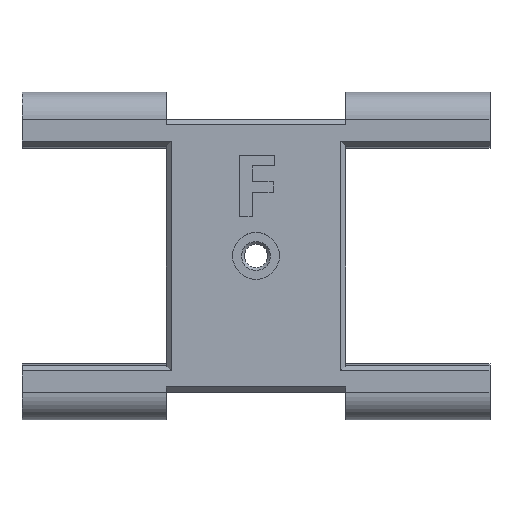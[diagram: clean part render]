
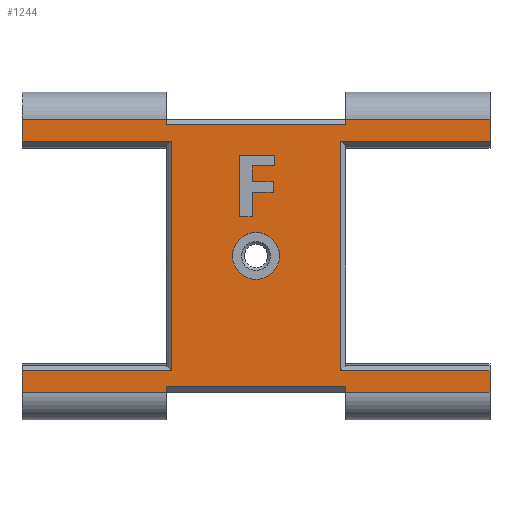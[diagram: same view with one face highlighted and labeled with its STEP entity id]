
A CAD part, top view. The second image highlights one B-rep face of the part: STEP entity #1244.
In plain terms, the highlighted planar face has unit normal (0, 0, 1).
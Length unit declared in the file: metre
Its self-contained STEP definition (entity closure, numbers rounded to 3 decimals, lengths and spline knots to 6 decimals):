
#43=LINE('',#1814,#177);
#44=LINE('',#1817,#178);
#45=LINE('',#1819,#179);
#46=LINE('',#1821,#180);
#47=LINE('',#1823,#181);
#48=LINE('',#1825,#182);
#49=LINE('',#1827,#183);
#50=LINE('',#1829,#184);
#51=LINE('',#1831,#185);
#52=LINE('',#1833,#186);
#53=LINE('',#1835,#187);
#54=LINE('',#1837,#188);
#55=LINE('',#1839,#189);
#56=LINE('',#1841,#190);
#57=LINE('',#1843,#191);
#58=LINE('',#1845,#192);
#59=LINE('',#1847,#193);
#60=LINE('',#1849,#194);
#61=LINE('',#1851,#195);
#62=LINE('',#1853,#196);
#63=LINE('',#1854,#197);
#64=LINE('',#1857,#198);
#65=LINE('',#1859,#199);
#66=LINE('',#1861,#200);
#67=LINE('',#1863,#201);
#68=LINE('',#1865,#202);
#69=LINE('',#1867,#203);
#70=LINE('',#1869,#204);
#71=LINE('',#1871,#205);
#72=LINE('',#1873,#206);
#177=VECTOR('',#1452,1.);
#178=VECTOR('',#1453,1.);
#179=VECTOR('',#1454,1.);
#180=VECTOR('',#1455,1.);
#181=VECTOR('',#1456,1.);
#182=VECTOR('',#1457,1.);
#183=VECTOR('',#1458,1.);
#184=VECTOR('',#1459,1.);
#185=VECTOR('',#1460,1.);
#186=VECTOR('',#1461,1.);
#187=VECTOR('',#1462,1.);
#188=VECTOR('',#1463,1.);
#189=VECTOR('',#1464,1.);
#190=VECTOR('',#1465,1.);
#191=VECTOR('',#1466,1.);
#192=VECTOR('',#1467,1.);
#193=VECTOR('',#1468,1.);
#194=VECTOR('',#1469,1.);
#195=VECTOR('',#1470,1.);
#196=VECTOR('',#1471,1.);
#197=VECTOR('',#1472,1.);
#198=VECTOR('',#1473,1.);
#199=VECTOR('',#1474,1.);
#200=VECTOR('',#1475,1.);
#201=VECTOR('',#1476,1.);
#202=VECTOR('',#1477,1.);
#203=VECTOR('',#1478,1.);
#204=VECTOR('',#1479,1.);
#205=VECTOR('',#1480,1.);
#206=VECTOR('',#1481,1.);
#311=ORIENTED_EDGE('',*,*,#657,.F.);
#312=ORIENTED_EDGE('',*,*,#658,.T.);
#313=ORIENTED_EDGE('',*,*,#659,.T.);
#314=ORIENTED_EDGE('',*,*,#660,.T.);
#315=ORIENTED_EDGE('',*,*,#661,.F.);
#316=ORIENTED_EDGE('',*,*,#662,.T.);
#317=ORIENTED_EDGE('',*,*,#663,.T.);
#318=ORIENTED_EDGE('',*,*,#664,.T.);
#319=ORIENTED_EDGE('',*,*,#665,.F.);
#320=ORIENTED_EDGE('',*,*,#666,.F.);
#321=ORIENTED_EDGE('',*,*,#667,.T.);
#322=ORIENTED_EDGE('',*,*,#668,.T.);
#323=ORIENTED_EDGE('',*,*,#669,.T.);
#324=ORIENTED_EDGE('',*,*,#670,.F.);
#325=ORIENTED_EDGE('',*,*,#671,.T.);
#326=ORIENTED_EDGE('',*,*,#672,.T.);
#327=ORIENTED_EDGE('',*,*,#673,.T.);
#328=ORIENTED_EDGE('',*,*,#674,.T.);
#329=ORIENTED_EDGE('',*,*,#675,.T.);
#330=ORIENTED_EDGE('',*,*,#676,.T.);
#331=ORIENTED_EDGE('',*,*,#677,.T.);
#332=ORIENTED_EDGE('',*,*,#678,.T.);
#333=ORIENTED_EDGE('',*,*,#679,.T.);
#334=ORIENTED_EDGE('',*,*,#680,.T.);
#335=ORIENTED_EDGE('',*,*,#681,.T.);
#336=ORIENTED_EDGE('',*,*,#682,.T.);
#337=ORIENTED_EDGE('',*,*,#683,.T.);
#338=ORIENTED_EDGE('',*,*,#684,.T.);
#339=ORIENTED_EDGE('',*,*,#685,.T.);
#340=ORIENTED_EDGE('',*,*,#686,.T.);
#341=ORIENTED_EDGE('',*,*,#687,.T.);
#657=EDGE_CURVE('',#830,#830,#953,.T.);
#658=EDGE_CURVE('',#831,#832,#43,.T.);
#659=EDGE_CURVE('',#832,#833,#44,.T.);
#660=EDGE_CURVE('',#833,#834,#45,.T.);
#661=EDGE_CURVE('',#835,#834,#46,.T.);
#662=EDGE_CURVE('',#835,#836,#47,.T.);
#663=EDGE_CURVE('',#836,#837,#48,.T.);
#664=EDGE_CURVE('',#837,#838,#49,.T.);
#665=EDGE_CURVE('',#839,#838,#50,.T.);
#666=EDGE_CURVE('',#840,#839,#51,.T.);
#667=EDGE_CURVE('',#840,#841,#52,.T.);
#668=EDGE_CURVE('',#841,#842,#53,.T.);
#669=EDGE_CURVE('',#842,#843,#54,.T.);
#670=EDGE_CURVE('',#844,#843,#55,.T.);
#671=EDGE_CURVE('',#844,#845,#56,.T.);
#672=EDGE_CURVE('',#845,#846,#57,.T.);
#673=EDGE_CURVE('',#846,#847,#58,.T.);
#674=EDGE_CURVE('',#847,#848,#59,.T.);
#675=EDGE_CURVE('',#848,#849,#60,.T.);
#676=EDGE_CURVE('',#849,#850,#61,.T.);
#677=EDGE_CURVE('',#850,#831,#62,.T.);
#678=EDGE_CURVE('',#851,#852,#63,.T.);
#679=EDGE_CURVE('',#852,#853,#64,.T.);
#680=EDGE_CURVE('',#853,#854,#65,.T.);
#681=EDGE_CURVE('',#854,#855,#66,.T.);
#682=EDGE_CURVE('',#855,#856,#67,.T.);
#683=EDGE_CURVE('',#856,#857,#68,.T.);
#684=EDGE_CURVE('',#857,#858,#69,.T.);
#685=EDGE_CURVE('',#858,#859,#70,.T.);
#686=EDGE_CURVE('',#859,#860,#71,.T.);
#687=EDGE_CURVE('',#860,#851,#72,.T.);
#830=VERTEX_POINT('',#1813);
#831=VERTEX_POINT('',#1815);
#832=VERTEX_POINT('',#1816);
#833=VERTEX_POINT('',#1818);
#834=VERTEX_POINT('',#1820);
#835=VERTEX_POINT('',#1822);
#836=VERTEX_POINT('',#1824);
#837=VERTEX_POINT('',#1826);
#838=VERTEX_POINT('',#1828);
#839=VERTEX_POINT('',#1830);
#840=VERTEX_POINT('',#1832);
#841=VERTEX_POINT('',#1834);
#842=VERTEX_POINT('',#1836);
#843=VERTEX_POINT('',#1838);
#844=VERTEX_POINT('',#1840);
#845=VERTEX_POINT('',#1842);
#846=VERTEX_POINT('',#1844);
#847=VERTEX_POINT('',#1846);
#848=VERTEX_POINT('',#1848);
#849=VERTEX_POINT('',#1850);
#850=VERTEX_POINT('',#1852);
#851=VERTEX_POINT('',#1855);
#852=VERTEX_POINT('',#1856);
#853=VERTEX_POINT('',#1858);
#854=VERTEX_POINT('',#1860);
#855=VERTEX_POINT('',#1862);
#856=VERTEX_POINT('',#1864);
#857=VERTEX_POINT('',#1866);
#858=VERTEX_POINT('',#1868);
#859=VERTEX_POINT('',#1870);
#860=VERTEX_POINT('',#1872);
#953=CIRCLE('',#1333,0.003);
#992=EDGE_LOOP('',(#311));
#993=EDGE_LOOP('',(#312,#313,#314,#315,#316,#317,#318,#319,#320,#321,#322,
#323,#324,#325,#326,#327,#328,#329,#330,#331));
#994=EDGE_LOOP('',(#332,#333,#334,#335,#336,#337,#338,#339,#340,#341));
#1092=FACE_BOUND('',#992,.T.);
#1093=FACE_BOUND('',#993,.T.);
#1094=FACE_BOUND('',#994,.T.);
#1192=PLANE('',#1332);
#1244=ADVANCED_FACE('',(#1092,#1093,#1094),#1192,.T.);
#1332=AXIS2_PLACEMENT_3D('',#1811,#1448,#1449);
#1333=AXIS2_PLACEMENT_3D('',#1812,#1450,#1451);
#1448=DIRECTION('',(0.,0.,1.));
#1449=DIRECTION('',(1.,0.,0.));
#1450=DIRECTION('',(0.,0.,1.));
#1451=DIRECTION('',(1.,0.,0.));
#1452=DIRECTION('',(1.,0.,0.));
#1453=DIRECTION('',(0.,-1.,0.));
#1454=DIRECTION('',(1.,0.,0.));
#1455=DIRECTION('',(0.,-1.,0.));
#1456=DIRECTION('',(-1.,0.,0.));
#1457=DIRECTION('',(0.,1.,0.));
#1458=DIRECTION('',(1.,0.,0.));
#1459=DIRECTION('',(0.,-1.,0.));
#1460=DIRECTION('',(1.,0.,0.));
#1461=DIRECTION('',(0.,-1.,0.));
#1462=DIRECTION('',(-1.,0.,0.));
#1463=DIRECTION('',(0.,1.,0.));
#1464=DIRECTION('',(1.,0.,0.));
#1465=DIRECTION('',(0.,-1.,0.));
#1466=DIRECTION('',(1.,0.,0.));
#1467=DIRECTION('',(0.,-1.,0.));
#1468=DIRECTION('',(-1.,0.,0.));
#1469=DIRECTION('',(0.,-1.,0.));
#1470=DIRECTION('',(1.,0.,0.));
#1471=DIRECTION('',(0.,1.,0.));
#1472=DIRECTION('',(0.,-1.,0.));
#1473=DIRECTION('',(-1.,0.,0.));
#1474=DIRECTION('',(0.,1.,0.));
#1475=DIRECTION('',(1.,0.,0.));
#1476=DIRECTION('',(0.,-1.,0.));
#1477=DIRECTION('',(-1.,0.,0.));
#1478=DIRECTION('',(0.,-1.,0.));
#1479=DIRECTION('',(1.,0.,0.));
#1480=DIRECTION('',(0.,-1.,0.));
#1481=DIRECTION('',(-1.,0.,0.));
#1811=CARTESIAN_POINT('',(0.,0.,0.008));
#1812=CARTESIAN_POINT('',(0.,0.,0.008));
#1813=CARTESIAN_POINT('',(0.003,0.,0.008));
#1814=CARTESIAN_POINT('',(0.0115,-0.0168,0.008));
#1815=CARTESIAN_POINT('',(-0.0115,-0.0168,0.008));
#1816=CARTESIAN_POINT('',(0.0115,-0.0168,0.008));
#1817=CARTESIAN_POINT('',(0.0115,-0.01925,0.008));
#1818=CARTESIAN_POINT('',(0.0115,-0.0175,0.008));
#1819=CARTESIAN_POINT('',(0.,-0.0175,0.008));
#1820=CARTESIAN_POINT('',(0.03,-0.0175,0.008));
#1821=CARTESIAN_POINT('',(0.03,0.,0.008));
#1822=CARTESIAN_POINT('',(0.03,-0.014736,0.008));
#1823=CARTESIAN_POINT('',(0.0115,-0.014736,0.008));
#1824=CARTESIAN_POINT('',(0.0108,-0.014736,0.008));
#1825=CARTESIAN_POINT('',(0.0108,0.,0.008));
#1826=CARTESIAN_POINT('',(0.0108,0.014736,0.008));
#1827=CARTESIAN_POINT('',(0.,0.014736,0.008));
#1828=CARTESIAN_POINT('',(0.03,0.014736,0.008));
#1829=CARTESIAN_POINT('',(0.03,0.,0.008));
#1830=CARTESIAN_POINT('',(0.03,0.0175,0.008));
#1831=CARTESIAN_POINT('',(0.,0.0175,0.008));
#1832=CARTESIAN_POINT('',(0.0115,0.0175,0.008));
#1833=CARTESIAN_POINT('',(0.0115,0.,0.008));
#1834=CARTESIAN_POINT('',(0.0115,0.0168,0.008));
#1835=CARTESIAN_POINT('',(0.,0.0168,0.008));
#1836=CARTESIAN_POINT('',(-0.0115,0.0168,0.008));
#1837=CARTESIAN_POINT('',(-0.0115,0.01925,0.008));
#1838=CARTESIAN_POINT('',(-0.0115,0.0175,0.008));
#1839=CARTESIAN_POINT('',(0.,0.0175,0.008));
#1840=CARTESIAN_POINT('',(-0.03,0.0175,0.008));
#1841=CARTESIAN_POINT('',(-0.03,0.,0.008));
#1842=CARTESIAN_POINT('',(-0.03,0.014736,0.008));
#1843=CARTESIAN_POINT('',(-0.0115,0.014736,0.008));
#1844=CARTESIAN_POINT('',(-0.0108,0.014736,0.008));
#1845=CARTESIAN_POINT('',(-0.0108,0.,0.008));
#1846=CARTESIAN_POINT('',(-0.0108,-0.014736,0.008));
#1847=CARTESIAN_POINT('',(0.,-0.014736,0.008));
#1848=CARTESIAN_POINT('',(-0.03,-0.014736,0.008));
#1849=CARTESIAN_POINT('',(-0.03,0.,0.008));
#1850=CARTESIAN_POINT('',(-0.03,-0.0175,0.008));
#1851=CARTESIAN_POINT('',(0.,-0.0175,0.008));
#1852=CARTESIAN_POINT('',(-0.0115,-0.0175,0.008));
#1853=CARTESIAN_POINT('',(-0.0115,0.,0.008));
#1854=CARTESIAN_POINT('',(-0.00048,0.006568,0.008));
#1855=CARTESIAN_POINT('',(-0.00048,0.008135,0.008));
#1856=CARTESIAN_POINT('',(-0.00048,0.005,0.008));
#1857=CARTESIAN_POINT('',(-0.001307,0.005,0.008));
#1858=CARTESIAN_POINT('',(-0.002135,0.005,0.008));
#1859=CARTESIAN_POINT('',(-0.002135,0.008966,0.008));
#1860=CARTESIAN_POINT('',(-0.002135,0.012932,0.008));
#1861=CARTESIAN_POINT('',(0.000139,0.012932,0.008));
#1862=CARTESIAN_POINT('',(0.002412,0.012932,0.008));
#1863=CARTESIAN_POINT('',(0.002412,0.012243,0.008));
#1864=CARTESIAN_POINT('',(0.002412,0.011554,0.008));
#1865=CARTESIAN_POINT('',(0.000966,0.011554,0.008));
#1866=CARTESIAN_POINT('',(-0.00048,0.011554,0.008));
#1867=CARTESIAN_POINT('',(-0.00048,0.010531,0.008));
#1868=CARTESIAN_POINT('',(-0.00048,0.009509,0.008));
#1869=CARTESIAN_POINT('',(0.000865,0.009509,0.008));
#1870=CARTESIAN_POINT('',(0.002211,0.009509,0.008));
#1871=CARTESIAN_POINT('',(0.002211,0.008822,0.008));
#1872=CARTESIAN_POINT('',(0.002211,0.008135,0.008));
#1873=CARTESIAN_POINT('',(0.000865,0.008135,0.008));
